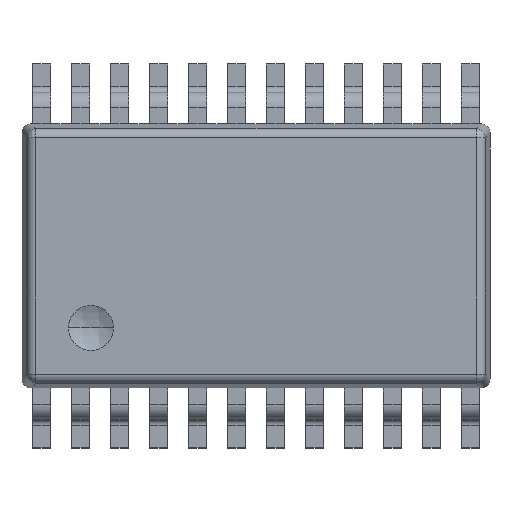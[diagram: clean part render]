
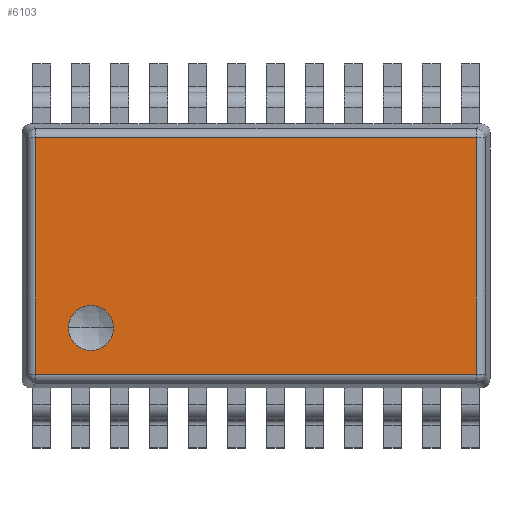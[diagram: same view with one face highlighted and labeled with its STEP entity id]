
A CAD part, top view. The second image highlights one B-rep face of the part: STEP entity #6103.
In plain terms, the highlighted planar face has unit normal (0, 0, 1).
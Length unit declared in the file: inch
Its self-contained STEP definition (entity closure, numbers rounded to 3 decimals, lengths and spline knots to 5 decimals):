
#68 = DIRECTION ( 'NONE',  ( 0., 1., 0. ) ) ;
#430 = FACE_OUTER_BOUND ( 'NONE', #7701, .T. ) ;
#584 = CARTESIAN_POINT ( 'NONE',  ( -0.14458, -0.07765, 0.04724 ) ) ;
#1014 = CARTESIAN_POINT ( 'NONE',  ( -0.15354, -0.08661, 0.04724 ) ) ;
#1436 = CARTESIAN_POINT ( 'NONE',  ( -0.0935, -0.04724, 0.04724 ) ) ;
#1467 = CARTESIAN_POINT ( 'NONE',  ( 0.14458, -0.07765, 0.04724 ) ) ;
#1863 = ORIENTED_EDGE ( 'NONE', *, *, #12355, .T. ) ;
#1927 = EDGE_CURVE ( 'NONE', #16616, #11765, #9336, .T. ) ;
#1942 = PLANE ( 'NONE',  #3943 ) ;
#2333 = DIRECTION ( 'NONE',  ( 1., 0., 0. ) ) ;
#2550 = ORIENTED_EDGE ( 'NONE', *, *, #15185, .T. ) ;
#2850 = EDGE_CURVE ( 'NONE', #9400, #19551, #8617, .T. ) ;
#3068 = VECTOR ( 'NONE', #17881, 39.37008 ) ;
#3177 = DIRECTION ( 'NONE',  ( 0., 0., -1. ) ) ;
#3943 = AXIS2_PLACEMENT_3D ( 'NONE', #1014, #14759, #2333 ) ;
#4098 = CARTESIAN_POINT ( 'NONE',  ( -0.12303, -0.04724, 0.04724 ) ) ;
#5884 = CIRCLE ( 'NONE', #11921, 0.01476 ) ;
#5940 = DIRECTION ( 'NONE',  ( 1., 0., 0. ) ) ;
#6103 = ADVANCED_FACE ( 'NONE', ( #430, #6507 ), #1942, .T. ) ;
#6507 = FACE_BOUND ( 'NONE', #6800, .T. ) ;
#6634 = ORIENTED_EDGE ( 'NONE', *, *, #2850, .T. ) ;
#6800 = EDGE_LOOP ( 'NONE', ( #12801, #10884 ) ) ;
#7193 = CARTESIAN_POINT ( 'NONE',  ( -0.10827, -0.04724, 0.04724 ) ) ;
#7344 = CARTESIAN_POINT ( 'NONE',  ( -0.14458, -0.08661, 0.04724 ) ) ;
#7635 = CARTESIAN_POINT ( 'NONE',  ( 0.14458, -0.08661, 0.04724 ) ) ;
#7701 = EDGE_LOOP ( 'NONE', ( #9035, #2550, #6634, #1863 ) ) ;
#8617 = LINE ( 'NONE', #10129, #3068 ) ;
#8911 = LINE ( 'NONE', #7635, #10668 ) ;
#9035 = ORIENTED_EDGE ( 'NONE', *, *, #1927, .T. ) ;
#9114 = CIRCLE ( 'NONE', #11010, 0.01476 ) ;
#9336 = LINE ( 'NONE', #14034, #10768 ) ;
#9400 = VERTEX_POINT ( 'NONE', #9900 ) ;
#9900 = CARTESIAN_POINT ( 'NONE',  ( 0.14458, 0.07765, 0.04724 ) ) ;
#10129 = CARTESIAN_POINT ( 'NONE',  ( -0.15354, 0.07765, 0.04724 ) ) ;
#10476 = VERTEX_POINT ( 'NONE', #4098 ) ;
#10668 = VECTOR ( 'NONE', #68, 39.37008 ) ;
#10768 = VECTOR ( 'NONE', #5940, 39.37008 ) ;
#10884 = ORIENTED_EDGE ( 'NONE', *, *, #14328, .T. ) ;
#11010 = AXIS2_PLACEMENT_3D ( 'NONE', #16819, #3177, #16921 ) ;
#11543 = EDGE_CURVE ( 'NONE', #17484, #10476, #9114, .T. ) ;
#11765 = VERTEX_POINT ( 'NONE', #1467 ) ;
#11921 = AXIS2_PLACEMENT_3D ( 'NONE', #7193, #19269, #16174 ) ;
#12034 = CARTESIAN_POINT ( 'NONE',  ( -0.14458, 0.07765, 0.04724 ) ) ;
#12355 = EDGE_CURVE ( 'NONE', #19551, #16616, #16133, .T. ) ;
#12721 = VECTOR ( 'NONE', #14706, 39.37008 ) ;
#12801 = ORIENTED_EDGE ( 'NONE', *, *, #11543, .T. ) ;
#14034 = CARTESIAN_POINT ( 'NONE',  ( -0.15354, -0.07765, 0.04724 ) ) ;
#14328 = EDGE_CURVE ( 'NONE', #10476, #17484, #5884, .T. ) ;
#14706 = DIRECTION ( 'NONE',  ( 0., -1., 0. ) ) ;
#14759 = DIRECTION ( 'NONE',  ( 0., 0., 1. ) ) ;
#15185 = EDGE_CURVE ( 'NONE', #11765, #9400, #8911, .T. ) ;
#16133 = LINE ( 'NONE', #7344, #12721 ) ;
#16174 = DIRECTION ( 'NONE',  ( 1., 0., 0. ) ) ;
#16616 = VERTEX_POINT ( 'NONE', #584 ) ;
#16819 = CARTESIAN_POINT ( 'NONE',  ( -0.10827, -0.04724, 0.04724 ) ) ;
#16921 = DIRECTION ( 'NONE',  ( 1., 0., 0. ) ) ;
#17484 = VERTEX_POINT ( 'NONE', #1436 ) ;
#17881 = DIRECTION ( 'NONE',  ( -1., 0., 0. ) ) ;
#19269 = DIRECTION ( 'NONE',  ( 0., 0., -1. ) ) ;
#19551 = VERTEX_POINT ( 'NONE', #12034 ) ;
